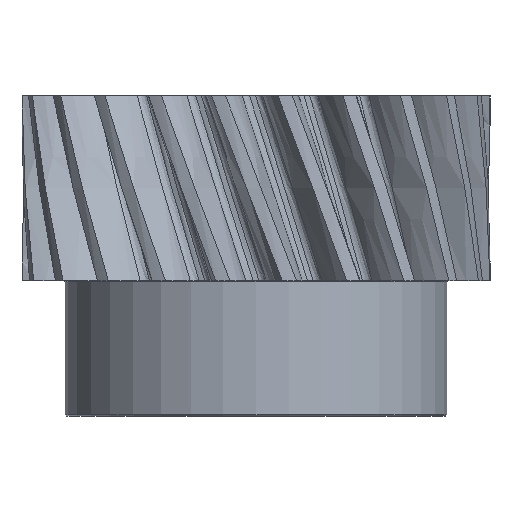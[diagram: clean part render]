
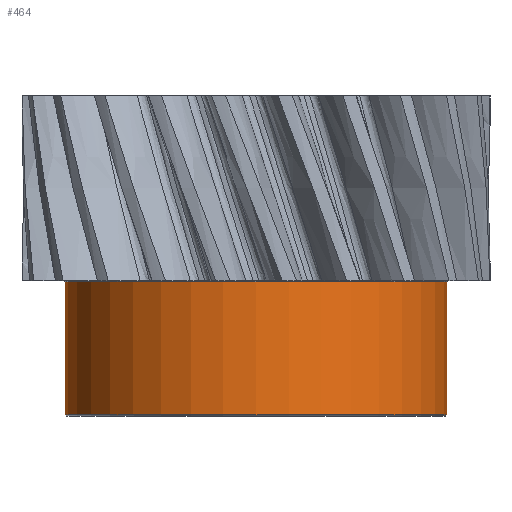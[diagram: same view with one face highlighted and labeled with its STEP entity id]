
A CAD part, front view. The second image highlights one B-rep face of the part: STEP entity #464.
In plain terms, the highlighted cylindrical face has radius 31 mm (diameter 62 mm), a partial arc.
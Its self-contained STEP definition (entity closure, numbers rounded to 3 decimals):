
#464=ADVANCED_FACE('NONE',(#930),#931,.T.);
#930=FACE_OUTER_BOUND('',#9314,.T.);
#931=CYLINDRICAL_SURFACE('',#9315,31.0);
#9314=EDGE_LOOP('',(#10428,#10429,#10430,#10431));
#9315=AXIS2_PLACEMENT_3D('',#10432,#10433,#10434);
#10428=ORIENTED_EDGE('',*,*,#10518,.F.);
#10429=ORIENTED_EDGE('',*,*,#11060,.T.);
#10430=ORIENTED_EDGE('',*,*,#10520,.T.);
#10431=ORIENTED_EDGE('',*,*,#10497,.T.);
#10432=CARTESIAN_POINT('',(0.0,0.0,-22.0));
#10433=DIRECTION('',(0.0,0.0,-1.0));
#10434=DIRECTION('',(1.0,0.0,0.0));
#10497=EDGE_CURVE('NONE',#11096,#11094,#11097,.T.);
#10518=EDGE_CURVE('NONE',#11121,#11094,#11130,.T.);
#10520=EDGE_CURVE('NONE',#11123,#11096,#11132,.T.);
#11060=EDGE_CURVE('NONE',#11121,#11123,#11936,.T.);
#11094=VERTEX_POINT('NONE',#12011);
#11096=VERTEX_POINT('NONE',#12013);
#11097=CIRCLE('',#12014,31.0);
#11121=VERTEX_POINT('NONE',#12042);
#11123=VERTEX_POINT('NONE',#12045);
#11130=LINE('',#12055,#12056);
#11132=LINE('',#12058,#12059);
#11936=CIRCLE('',#15290,31.0);
#12011=CARTESIAN_POINT('',(-31.0,0.,-0.2));
#12013=CARTESIAN_POINT('',(31.0,0.0,-0.2));
#12014=AXIS2_PLACEMENT_3D('',#15319,#15320,#15321);
#12042=CARTESIAN_POINT('',(-31.0,0.,-21.8));
#12045=CARTESIAN_POINT('',(31.0,0.0,-21.8));
#12055=CARTESIAN_POINT('',(-31.0,0.,-22.0));
#12056=VECTOR('',#15351,1000.0);
#12058=CARTESIAN_POINT('',(31.0,0.0,-22.0));
#12059=VECTOR('',#15355,1000.0);
#15290=AXIS2_PLACEMENT_3D('',#15697,#15698,#15699);
#15319=CARTESIAN_POINT('',(0.0,0.0,-0.2));
#15320=DIRECTION('',(0.0,0.0,-1.0));
#15321=DIRECTION('',(1.0,0.0,0.0));
#15351=DIRECTION('',(0.0,0.0,1.0));
#15355=DIRECTION('',(0.0,0.0,1.0));
#15697=CARTESIAN_POINT('',(0.0,0.0,-21.8));
#15698=DIRECTION('',(0.0,-0.0,1.0));
#15699=DIRECTION('',(1.0,0.0,0.0));
